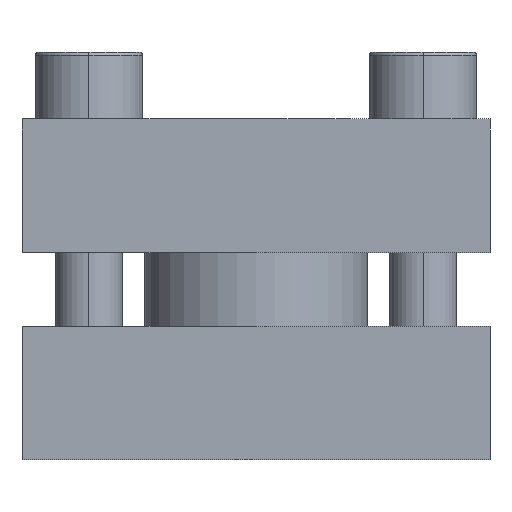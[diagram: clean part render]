
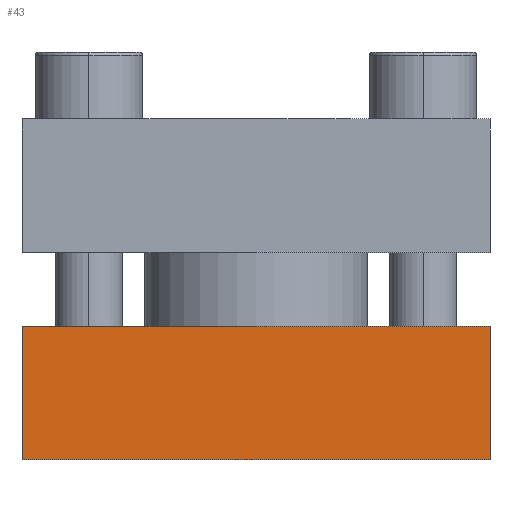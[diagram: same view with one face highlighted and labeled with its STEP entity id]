
A CAD part, front view. The second image highlights one B-rep face of the part: STEP entity #43.
In plain terms, the highlighted face is planar.
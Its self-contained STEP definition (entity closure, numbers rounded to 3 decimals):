
#43 = ADVANCED_FACE ( 'NONE', ( #839 ), #4504, .F. ) ;
#191 = DIRECTION ( 'NONE',  ( 0., -1., 0. ) ) ;
#269 = DIRECTION ( 'NONE',  ( 0., 0., -1. ) ) ;
#597 = VERTEX_POINT ( 'NONE', #2386 ) ;
#607 = VERTEX_POINT ( 'NONE', #4009 ) ;
#614 = EDGE_CURVE ( 'NONE', #597, #2261, #3493, .T. ) ;
#796 = VECTOR ( 'NONE', #5658, 1000. ) ;
#822 = CARTESIAN_POINT ( 'NONE',  ( 155., 0., 35. ) ) ;
#839 = FACE_OUTER_BOUND ( 'NONE', #5487, .T. ) ;
#880 = DIRECTION ( 'NONE',  ( 0., 0., 1. ) ) ;
#997 = ORIENTED_EDGE ( 'NONE', *, *, #5646, .F. ) ;
#1227 = EDGE_CURVE ( 'NONE', #607, #597, #3488, .T. ) ;
#1359 = CARTESIAN_POINT ( 'NONE',  ( 155., 20., -35. ) ) ;
#1592 = VERTEX_POINT ( 'NONE', #1359 ) ;
#1904 = CARTESIAN_POINT ( 'NONE',  ( 155., 0., -35. ) ) ;
#2058 = ORIENTED_EDGE ( 'NONE', *, *, #614, .T. ) ;
#2261 = VERTEX_POINT ( 'NONE', #1904 ) ;
#2299 = VECTOR ( 'NONE', #4818, 1000. ) ;
#2386 = CARTESIAN_POINT ( 'NONE',  ( 155., 0., 35. ) ) ;
#2414 = CARTESIAN_POINT ( 'NONE',  ( 155., 20., 35. ) ) ;
#3085 = EDGE_CURVE ( 'NONE', #1592, #2261, #5838, .T. ) ;
#3115 = CARTESIAN_POINT ( 'NONE',  ( 155., 20., 35. ) ) ;
#3447 = CARTESIAN_POINT ( 'NONE',  ( 155., 20., 35. ) ) ;
#3488 = LINE ( 'NONE', #2414, #4494 ) ;
#3493 = LINE ( 'NONE', #822, #6810 ) ;
#3893 = AXIS2_PLACEMENT_3D ( 'NONE', #3447, #4539, #880 ) ;
#4009 = CARTESIAN_POINT ( 'NONE',  ( 155., 20., 35. ) ) ;
#4103 = LINE ( 'NONE', #3115, #796 ) ;
#4232 = ORIENTED_EDGE ( 'NONE', *, *, #3085, .F. ) ;
#4494 = VECTOR ( 'NONE', #191, 1000. ) ;
#4504 = PLANE ( 'NONE',  #3893 ) ;
#4539 = DIRECTION ( 'NONE',  ( -1., 0., 0. ) ) ;
#4818 = DIRECTION ( 'NONE',  ( 0., -1., 0. ) ) ;
#5307 = CARTESIAN_POINT ( 'NONE',  ( 155., 20., -35. ) ) ;
#5460 = ORIENTED_EDGE ( 'NONE', *, *, #1227, .T. ) ;
#5487 = EDGE_LOOP ( 'NONE', ( #2058, #4232, #997, #5460 ) ) ;
#5646 = EDGE_CURVE ( 'NONE', #607, #1592, #4103, .T. ) ;
#5658 = DIRECTION ( 'NONE',  ( 0., 0., -1. ) ) ;
#5838 = LINE ( 'NONE', #5307, #2299 ) ;
#6810 = VECTOR ( 'NONE', #269, 1000. ) ;
